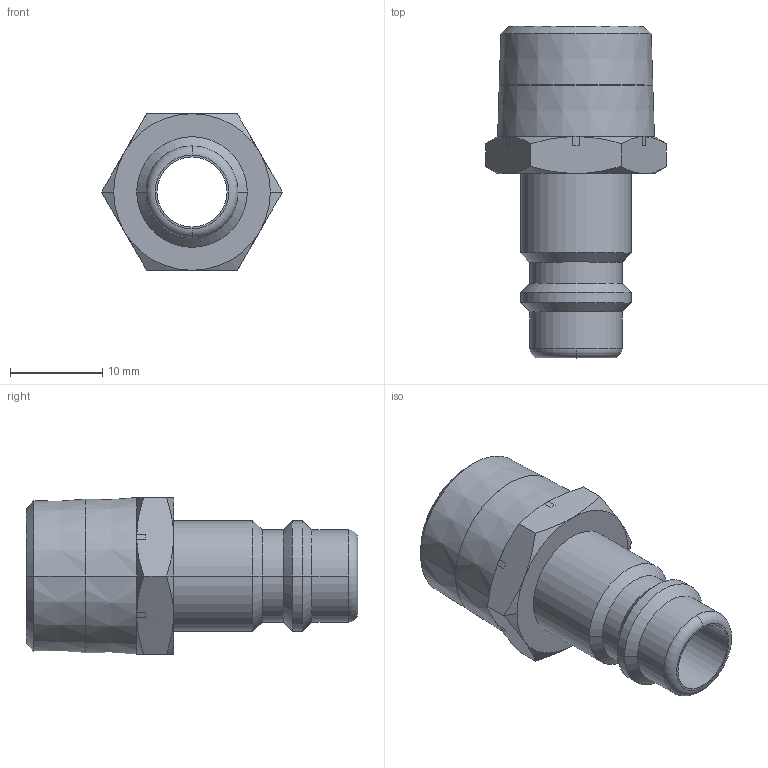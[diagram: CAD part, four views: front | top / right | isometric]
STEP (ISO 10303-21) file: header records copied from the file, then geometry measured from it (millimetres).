
FILE_DESCRIPTION(('STEP AP214'),'1');
FILE_NAME('esi_38_nars.stp','2020-03-05T09:04:45',('TraceParts'),('TraceParts S.A.'),'Spatial InterOp 3D',' ',' ');
FILE_SCHEMA(('automotive_design'));
Length unit declared in the file: millimetre
Products named in the file (1): 1
Bounding box: 19.63 x 36 x 17.01 mm (x, y, z)
Volume: 3897.3 mm3; surface area: 2841.7 mm2
Topology: 1 solids, 1 shells, 55 faces, 132 edges, 82 vertices
Faces by surface type: cone 28, cylinder 14, plane 11, torus 2
Entity records: 2089 total; most frequent: CARTESIAN_POINT 366, DIRECTION 283, ORIENTED_EDGE 264, EDGE_CURVE 132, AXIS2_PLACEMENT_3D 119, VERTEX_POINT 82, CIRCLE 63, EDGE_LOOP 60
